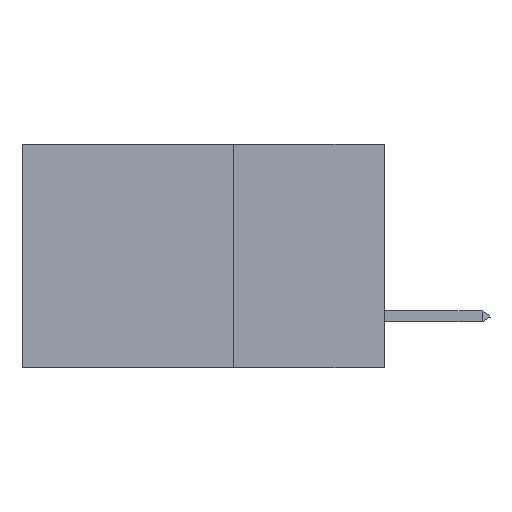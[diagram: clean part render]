
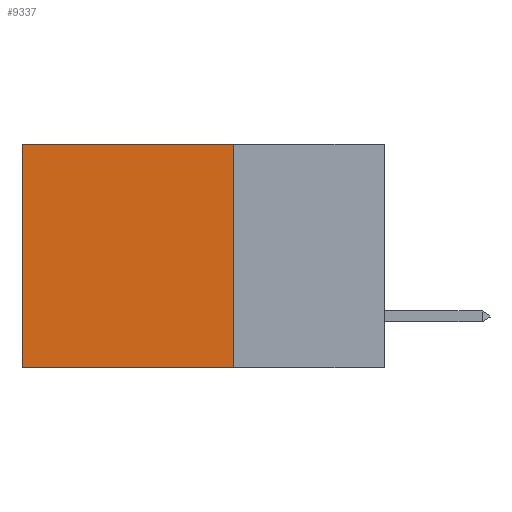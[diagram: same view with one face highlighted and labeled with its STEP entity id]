
A CAD part, left-side view. The second image highlights one B-rep face of the part: STEP entity #9337.
In plain terms, the highlighted planar face has unit normal (-1, 0, 0).
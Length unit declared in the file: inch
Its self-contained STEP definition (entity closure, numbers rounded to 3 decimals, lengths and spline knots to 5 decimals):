
#288 = CARTESIAN_POINT ( 'NONE',  ( 0.2875, 0.25, -0.37 ) ) ;
#522 = VERTEX_POINT ( 'NONE', #288 ) ;
#763 = VERTEX_POINT ( 'NONE', #9575 ) ;
#1115 = FACE_OUTER_BOUND ( 'NONE', #3609, .T. ) ;
#1403 = VECTOR ( 'NONE', #8122, 39.37008 ) ;
#1444 = EDGE_CURVE ( 'NONE', #763, #522, #7789, .T. ) ;
#2090 = DIRECTION ( 'NONE',  ( 0., 1., 0. ) ) ;
#3539 = AXIS2_PLACEMENT_3D ( 'NONE', #10420, #6040, #5440 ) ;
#3576 = LINE ( 'NONE', #4827, #1403 ) ;
#3609 = EDGE_LOOP ( 'NONE', ( #6334, #9068, #6482, #5775 ) ) ;
#3758 = EDGE_CURVE ( 'NONE', #763, #7917, #9701, .T. ) ;
#4156 = DIRECTION ( 'NONE',  ( 0., 0., -1. ) ) ;
#4827 = CARTESIAN_POINT ( 'NONE',  ( 0.2875, 0.6, 0. ) ) ;
#5358 = CARTESIAN_POINT ( 'NONE',  ( 0.2875, 0.25, 0. ) ) ;
#5440 = DIRECTION ( 'NONE',  ( 0., 0., -1. ) ) ;
#5775 = ORIENTED_EDGE ( 'NONE', *, *, #3758, .T. ) ;
#6040 = DIRECTION ( 'NONE',  ( 1., 0., 0. ) ) ;
#6225 = VERTEX_POINT ( 'NONE', #10296 ) ;
#6334 = ORIENTED_EDGE ( 'NONE', *, *, #8581, .T. ) ;
#6482 = ORIENTED_EDGE ( 'NONE', *, *, #1444, .F. ) ;
#6631 = CARTESIAN_POINT ( 'NONE',  ( 0.2875, 0.25, 0. ) ) ;
#6691 = PLANE ( 'NONE',  #3539 ) ;
#7155 = VECTOR ( 'NONE', #4156, 39.37008 ) ;
#7635 = CARTESIAN_POINT ( 'NONE',  ( 0.2875, 0.25, -0.37 ) ) ;
#7789 = LINE ( 'NONE', #6631, #7155 ) ;
#7917 = VERTEX_POINT ( 'NONE', #8115 ) ;
#8115 = CARTESIAN_POINT ( 'NONE',  ( 0.2875, 0.6, 0. ) ) ;
#8122 = DIRECTION ( 'NONE',  ( 0., 0., -1. ) ) ;
#8581 = EDGE_CURVE ( 'NONE', #7917, #6225, #3576, .T. ) ;
#9068 = ORIENTED_EDGE ( 'NONE', *, *, #10305, .F. ) ;
#9100 = DIRECTION ( 'NONE',  ( 0., 1., 0. ) ) ;
#9337 = ADVANCED_FACE ( 'NONE', ( #1115 ), #6691, .F. ) ;
#9339 = VECTOR ( 'NONE', #9100, 39.37008 ) ;
#9575 = CARTESIAN_POINT ( 'NONE',  ( 0.2875, 0.25, 0. ) ) ;
#9701 = LINE ( 'NONE', #5358, #10212 ) ;
#9879 = LINE ( 'NONE', #7635, #9339 ) ;
#10212 = VECTOR ( 'NONE', #2090, 39.37008 ) ;
#10296 = CARTESIAN_POINT ( 'NONE',  ( 0.2875, 0.6, -0.37 ) ) ;
#10305 = EDGE_CURVE ( 'NONE', #522, #6225, #9879, .T. ) ;
#10420 = CARTESIAN_POINT ( 'NONE',  ( 0.2875, 0.25, 0. ) ) ;
